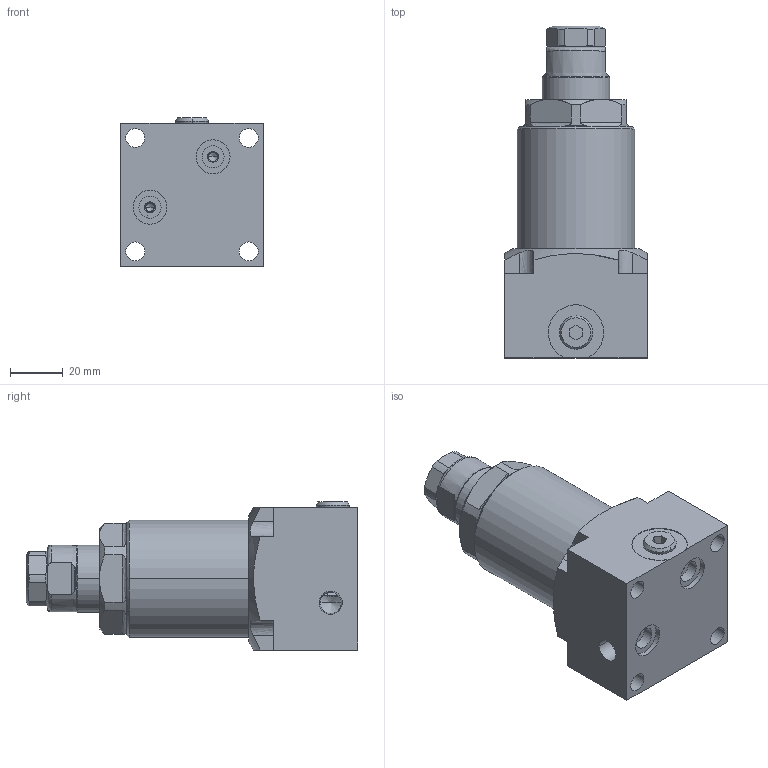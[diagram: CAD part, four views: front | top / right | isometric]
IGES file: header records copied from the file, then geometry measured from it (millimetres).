
Start section:  PTC IGES file: ilc10081020.igs
Global section: file name: ilc10081020.igs; native system: Creo Parametric by Parametric Technology Corporation; preprocessor: 2013320; author: Asawyer; organization: Unknown; date: 20200622.112116; units: inch
Bounding box: 53.98 x 125.41 x 55.97 mm (x, y, z)
Surface area: 38735.7 mm2 (no closed solid volume)
Topology: 0 solids, 0 shells, 193 faces, 1401 edges, 1762 vertices
Faces by surface type: revolution 125, bspline 68
